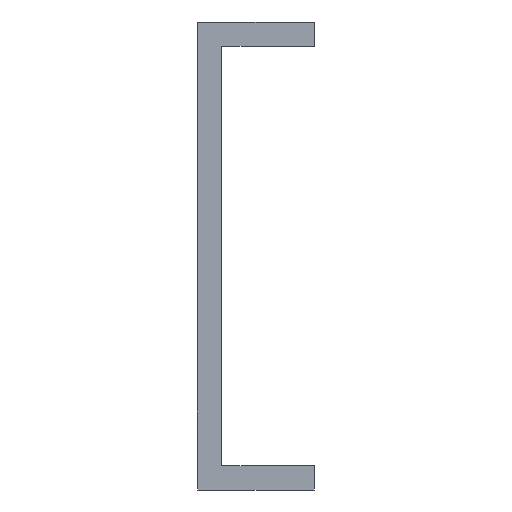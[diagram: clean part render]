
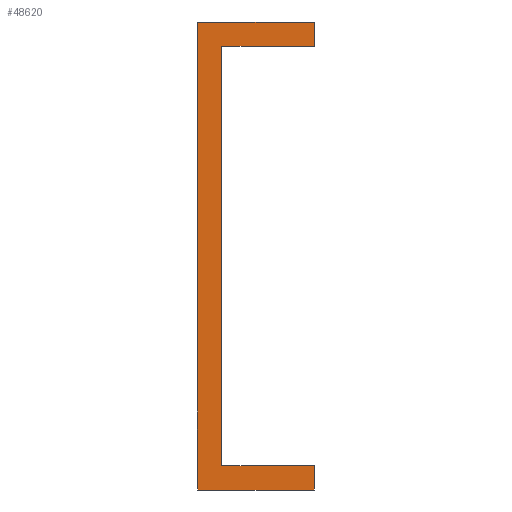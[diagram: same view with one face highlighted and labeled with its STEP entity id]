
A CAD part, front view. The second image highlights one B-rep face of the part: STEP entity #48620.
In plain terms, the highlighted planar face has unit normal (0, -1, 0).
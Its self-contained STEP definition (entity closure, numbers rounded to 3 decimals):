
#1656 = CARTESIAN_POINT ( 'NONE',  ( -12., 0., -43. ) ) ;
#2219 = VECTOR ( 'NONE', #19499, 1000. ) ;
#3860 = VECTOR ( 'NONE', #31380, 1000. ) ;
#3985 = DIRECTION ( 'NONE',  ( 1., 0., 0. ) ) ;
#4255 = CARTESIAN_POINT ( 'NONE',  ( -21.5, 0., 0. ) ) ;
#4261 = CARTESIAN_POINT ( 'NONE',  ( -24., 0., -45.5 ) ) ;
#4834 = ORIENTED_EDGE ( 'NONE', *, *, #22823, .F. ) ;
#4933 = CARTESIAN_POINT ( 'NONE',  ( -12., 0., 2.5 ) ) ;
#5593 = ORIENTED_EDGE ( 'NONE', *, *, #42677, .F. ) ;
#7857 = CARTESIAN_POINT ( 'NONE',  ( -12., 0., 0. ) ) ;
#8628 = CARTESIAN_POINT ( 'NONE',  ( -21.5, 0., 0. ) ) ;
#8956 = VECTOR ( 'NONE', #48231, 1000. ) ;
#9254 = CARTESIAN_POINT ( 'NONE',  ( -21.5, 0., -43. ) ) ;
#9736 = CARTESIAN_POINT ( 'NONE',  ( -21.5, 0., -45.5 ) ) ;
#10942 = ORIENTED_EDGE ( 'NONE', *, *, #11165, .F. ) ;
#11165 = EDGE_CURVE ( 'NONE', #11629, #28351, #27387, .T. ) ;
#11629 = VERTEX_POINT ( 'NONE', #34998 ) ;
#12630 = LINE ( 'NONE', #7857, #2219 ) ;
#12835 = ORIENTED_EDGE ( 'NONE', *, *, #38302, .F. ) ;
#12954 = EDGE_CURVE ( 'NONE', #22239, #49890, #35217, .T. ) ;
#15333 = DIRECTION ( 'NONE',  ( 0., 0., -1. ) ) ;
#15449 = VERTEX_POINT ( 'NONE', #4933 ) ;
#15827 = DIRECTION ( 'NONE',  ( 0., 0., -1. ) ) ;
#17983 = VECTOR ( 'NONE', #40650, 1000. ) ;
#19092 = CARTESIAN_POINT ( 'NONE',  ( -24., 0., 2.5 ) ) ;
#19499 = DIRECTION ( 'NONE',  ( 0., 0., -1. ) ) ;
#21055 = VERTEX_POINT ( 'NONE', #9254 ) ;
#22239 = VERTEX_POINT ( 'NONE', #46049 ) ;
#22823 = EDGE_CURVE ( 'NONE', #34901, #28194, #29715, .T. ) ;
#23158 = CARTESIAN_POINT ( 'NONE',  ( -12., 0., -45.5 ) ) ;
#23249 = ORIENTED_EDGE ( 'NONE', *, *, #48979, .F. ) ;
#23619 = CARTESIAN_POINT ( 'NONE',  ( -12., 0., -43. ) ) ;
#23752 = CARTESIAN_POINT ( 'NONE',  ( 24., 0., 2.5 ) ) ;
#24211 = VECTOR ( 'NONE', #15827, 1000. ) ;
#27387 = LINE ( 'NONE', #44807, #28616 ) ;
#28194 = VERTEX_POINT ( 'NONE', #23158 ) ;
#28351 = VERTEX_POINT ( 'NONE', #4255 ) ;
#28616 = VECTOR ( 'NONE', #44646, 1000. ) ;
#28632 = CARTESIAN_POINT ( 'NONE',  ( -12., 0., -43. ) ) ;
#29097 = DIRECTION ( 'NONE',  ( 0., 0., -1. ) ) ;
#29715 = LINE ( 'NONE', #23619, #42633 ) ;
#31380 = DIRECTION ( 'NONE',  ( 0., 0., 1. ) ) ;
#32392 = EDGE_LOOP ( 'NONE', ( #38981, #10942, #12835, #23249, #39786, #40991, #4834, #5593 ) ) ;
#34645 = LINE ( 'NONE', #8628, #24211 ) ;
#34901 = VERTEX_POINT ( 'NONE', #28632 ) ;
#34998 = CARTESIAN_POINT ( 'NONE',  ( -12., 0., 0. ) ) ;
#35217 = LINE ( 'NONE', #4261, #3860 ) ;
#36143 = VECTOR ( 'NONE', #3985, 1000. ) ;
#36997 = DIRECTION ( 'NONE',  ( 0., -1., 0. ) ) ;
#37733 = LINE ( 'NONE', #1656, #17983 ) ;
#38302 = EDGE_CURVE ( 'NONE', #15449, #11629, #12630, .T. ) ;
#38981 = ORIENTED_EDGE ( 'NONE', *, *, #40053, .F. ) ;
#39786 = ORIENTED_EDGE ( 'NONE', *, *, #12954, .F. ) ;
#40053 = EDGE_CURVE ( 'NONE', #28351, #21055, #34645, .T. ) ;
#40411 = LINE ( 'NONE', #23752, #36143 ) ;
#40650 = DIRECTION ( 'NONE',  ( 1., 0., 0. ) ) ;
#40940 = CARTESIAN_POINT ( 'NONE',  ( 0., 0., 0. ) ) ;
#40991 = ORIENTED_EDGE ( 'NONE', *, *, #49752, .F. ) ;
#42633 = VECTOR ( 'NONE', #15333, 1000. ) ;
#42677 = EDGE_CURVE ( 'NONE', #21055, #34901, #37733, .T. ) ;
#44646 = DIRECTION ( 'NONE',  ( -1., 0., 0. ) ) ;
#44807 = CARTESIAN_POINT ( 'NONE',  ( -12., 0., 0. ) ) ;
#46049 = CARTESIAN_POINT ( 'NONE',  ( -24., 0., -45.5 ) ) ;
#48231 = DIRECTION ( 'NONE',  ( -1., 0., 0. ) ) ;
#48429 = FACE_OUTER_BOUND ( 'NONE', #32392, .T. ) ;
#48620 = ADVANCED_FACE ( 'NONE', ( #48429 ), #49345, .T. ) ;
#48979 = EDGE_CURVE ( 'NONE', #49890, #15449, #40411, .T. ) ;
#49345 = PLANE ( 'NONE',  #49964 ) ;
#49752 = EDGE_CURVE ( 'NONE', #28194, #22239, #50841, .T. ) ;
#49890 = VERTEX_POINT ( 'NONE', #19092 ) ;
#49964 = AXIS2_PLACEMENT_3D ( 'NONE', #40940, #36997, #29097 ) ;
#50841 = LINE ( 'NONE', #9736, #8956 ) ;
